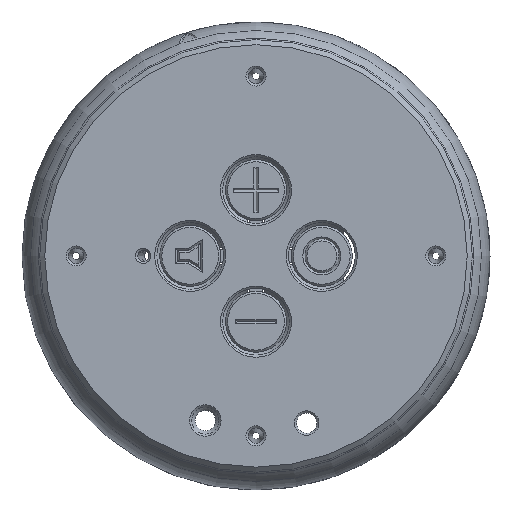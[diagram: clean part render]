
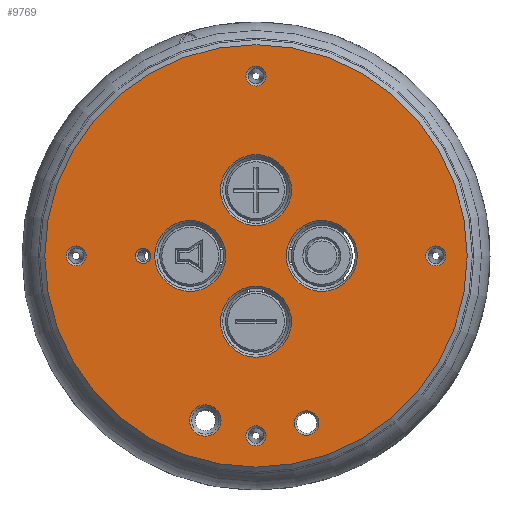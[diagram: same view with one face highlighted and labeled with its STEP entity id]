
A CAD part, top view. The second image highlights one B-rep face of the part: STEP entity #9769.
In plain terms, the highlighted planar face has unit normal (0, 0, 1).
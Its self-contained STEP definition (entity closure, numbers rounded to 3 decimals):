
#2024=FACE_BOUND('',#3510,.T.);
#2025=FACE_BOUND('',#3511,.T.);
#2026=FACE_BOUND('',#3512,.T.);
#2027=FACE_BOUND('',#3513,.T.);
#2028=FACE_BOUND('',#3514,.T.);
#2029=FACE_BOUND('',#3515,.T.);
#2030=FACE_BOUND('',#3516,.T.);
#2031=FACE_BOUND('',#3517,.T.);
#2032=FACE_BOUND('',#3518,.T.);
#2033=FACE_BOUND('',#3519,.T.);
#2034=FACE_BOUND('',#3520,.T.);
#2235=CIRCLE('',#10450,41.7);
#2236=CIRCLE('',#10451,1.977);
#2237=CIRCLE('',#10452,1.977);
#2238=CIRCLE('',#10453,2.4);
#2239=CIRCLE('',#10454,7.);
#2240=CIRCLE('',#10455,7.);
#2241=CIRCLE('',#10456,7.);
#2242=CIRCLE('',#10457,7.);
#2243=CIRCLE('',#10458,3.1);
#2244=CIRCLE('',#10459,1.977);
#2245=CIRCLE('',#10460,1.977);
#2589=PLANE('',#10449);
#2949=FACE_OUTER_BOUND('',#3509,.T.);
#3509=EDGE_LOOP('',(#7146));
#3510=EDGE_LOOP('',(#7147));
#3511=EDGE_LOOP('',(#7148));
#3512=EDGE_LOOP('',(#7149));
#3513=EDGE_LOOP('',(#7150));
#3514=EDGE_LOOP('',(#7151));
#3515=EDGE_LOOP('',(#7152));
#3516=EDGE_LOOP('',(#7153));
#3517=EDGE_LOOP('',(#7154));
#3518=EDGE_LOOP('',(#7155));
#3519=EDGE_LOOP('',(#7156));
#3520=EDGE_LOOP('',(#7157));
#4090=B_SPLINE_CURVE_WITH_KNOTS('',3,(#15989,#15990,#15991,#15992,#15993,
#15994,#15995,#15996,#15997,#15998),.UNSPECIFIED.,.T.,.F.,(4,1,1,1,1,1,
1,4),(-4.712,-3.815,-2.917,-2.02,
-1.122,-0.224,0.673,1.571),
 .UNSPECIFIED.);
#4384=VERTEX_POINT('',#15971);
#4388=VERTEX_POINT('',#16022);
#4389=VERTEX_POINT('',#16024);
#4390=VERTEX_POINT('',#16026);
#4391=VERTEX_POINT('',#16028);
#4392=VERTEX_POINT('',#16030);
#4393=VERTEX_POINT('',#16032);
#4394=VERTEX_POINT('',#16034);
#4395=VERTEX_POINT('',#16036);
#4396=VERTEX_POINT('',#16038);
#4397=VERTEX_POINT('',#16040);
#4398=VERTEX_POINT('',#16042);
#5446=EDGE_CURVE('',#4384,#4384,#4090,.T.);
#5449=EDGE_CURVE('',#4388,#4388,#2235,.T.);
#5450=EDGE_CURVE('',#4389,#4389,#2236,.T.);
#5451=EDGE_CURVE('',#4390,#4390,#2237,.T.);
#5452=EDGE_CURVE('',#4391,#4391,#2238,.T.);
#5453=EDGE_CURVE('',#4392,#4392,#2239,.T.);
#5454=EDGE_CURVE('',#4393,#4393,#2240,.T.);
#5455=EDGE_CURVE('',#4394,#4394,#2241,.T.);
#5456=EDGE_CURVE('',#4395,#4395,#2242,.T.);
#5457=EDGE_CURVE('',#4396,#4396,#2243,.T.);
#5458=EDGE_CURVE('',#4397,#4397,#2244,.T.);
#5459=EDGE_CURVE('',#4398,#4398,#2245,.T.);
#7146=ORIENTED_EDGE('',*,*,#5449,.F.);
#7147=ORIENTED_EDGE('',*,*,#5450,.F.);
#7148=ORIENTED_EDGE('',*,*,#5451,.F.);
#7149=ORIENTED_EDGE('',*,*,#5452,.F.);
#7150=ORIENTED_EDGE('',*,*,#5453,.F.);
#7151=ORIENTED_EDGE('',*,*,#5454,.F.);
#7152=ORIENTED_EDGE('',*,*,#5455,.F.);
#7153=ORIENTED_EDGE('',*,*,#5456,.F.);
#7154=ORIENTED_EDGE('',*,*,#5457,.F.);
#7155=ORIENTED_EDGE('',*,*,#5458,.F.);
#7156=ORIENTED_EDGE('',*,*,#5459,.F.);
#7157=ORIENTED_EDGE('',*,*,#5446,.F.);
#9769=ADVANCED_FACE('',(#2949,#2024,#2025,#2026,#2027,#2028,#2029,#2030,
#2031,#2032,#2033,#2034),#2589,.T.);
#10449=AXIS2_PLACEMENT_3D('',#16021,#11843,#11844);
#10450=AXIS2_PLACEMENT_3D('',#16023,#11845,#11846);
#10451=AXIS2_PLACEMENT_3D('',#16025,#11847,#11848);
#10452=AXIS2_PLACEMENT_3D('',#16027,#11849,#11850);
#10453=AXIS2_PLACEMENT_3D('',#16029,#11851,#11852);
#10454=AXIS2_PLACEMENT_3D('',#16031,#11853,#11854);
#10455=AXIS2_PLACEMENT_3D('',#16033,#11855,#11856);
#10456=AXIS2_PLACEMENT_3D('',#16035,#11857,#11858);
#10457=AXIS2_PLACEMENT_3D('',#16037,#11859,#11860);
#10458=AXIS2_PLACEMENT_3D('',#16039,#11861,#11862);
#10459=AXIS2_PLACEMENT_3D('',#16041,#11863,#11864);
#10460=AXIS2_PLACEMENT_3D('',#16043,#11865,#11866);
#11843=DIRECTION('center_axis',(0.,0.,1.));
#11844=DIRECTION('ref_axis',(1.,0.,0.));
#11845=DIRECTION('center_axis',(0.,0.,-1.));
#11846=DIRECTION('ref_axis',(1.,0.,0.));
#11847=DIRECTION('center_axis',(0.,0.,1.));
#11848=DIRECTION('ref_axis',(1.,0.,0.));
#11849=DIRECTION('center_axis',(0.,0.,1.));
#11850=DIRECTION('ref_axis',(1.,0.,0.));
#11851=DIRECTION('center_axis',(0.,0.,1.));
#11852=DIRECTION('ref_axis',(1.,0.,0.));
#11853=DIRECTION('center_axis',(0.,0.,1.));
#11854=DIRECTION('ref_axis',(1.,0.,0.));
#11855=DIRECTION('center_axis',(0.,0.,1.));
#11856=DIRECTION('ref_axis',(-1.,0.,0.));
#11857=DIRECTION('center_axis',(0.,0.,1.));
#11858=DIRECTION('ref_axis',(1.,0.,0.));
#11859=DIRECTION('center_axis',(0.,0.,1.));
#11860=DIRECTION('ref_axis',(1.,0.,0.));
#11861=DIRECTION('center_axis',(0.,0.,1.));
#11862=DIRECTION('ref_axis',(1.,0.,0.));
#11863=DIRECTION('center_axis',(0.,0.,1.));
#11864=DIRECTION('ref_axis',(1.,0.,0.));
#11865=DIRECTION('center_axis',(0.,0.,1.));
#11866=DIRECTION('ref_axis',(1.,0.,0.));
#15971=CARTESIAN_POINT('',(-20.813,0.999,11.2));
#15989=CARTESIAN_POINT('Ctrl Pts',(-20.813,0.999,11.2));
#15990=CARTESIAN_POINT('Ctrl Pts',(-20.813,1.448,11.2));
#15991=CARTESIAN_POINT('Ctrl Pts',(-21.242,2.34,11.2));
#15992=CARTESIAN_POINT('Ctrl Pts',(-22.694,2.674,11.2));
#15993=CARTESIAN_POINT('Ctrl Pts',(-23.861,1.744,11.2));
#15994=CARTESIAN_POINT('Ctrl Pts',(-23.858,0.255,11.2));
#15995=CARTESIAN_POINT('Ctrl Pts',(-22.695,-0.677,
11.2));
#15996=CARTESIAN_POINT('Ctrl Pts',(-21.242,-0.341,
11.2));
#15997=CARTESIAN_POINT('Ctrl Pts',(-20.813,0.55,11.2));
#15998=CARTESIAN_POINT('Ctrl Pts',(-20.813,0.999,11.2));
#16021=CARTESIAN_POINT('Origin',(0.,1.,11.2));
#16022=CARTESIAN_POINT('',(-41.7,1.,11.2));
#16023=CARTESIAN_POINT('Origin',(0.,1.,11.2));
#16024=CARTESIAN_POINT('',(33.523,1.,11.2));
#16025=CARTESIAN_POINT('Origin',(35.5,1.,11.2));
#16026=CARTESIAN_POINT('',(-37.477,1.,11.2));
#16027=CARTESIAN_POINT('Origin',(-35.5,1.,11.2));
#16028=CARTESIAN_POINT('',(7.6,-32.,11.2));
#16029=CARTESIAN_POINT('Origin',(10.,-32.,11.2));
#16030=CARTESIAN_POINT('',(-7.,-12.,11.2));
#16031=CARTESIAN_POINT('Origin',(0.,-12.,11.2));
#16032=CARTESIAN_POINT('',(7.,14.,11.2));
#16033=CARTESIAN_POINT('Origin',(0.,14.,11.2));
#16034=CARTESIAN_POINT('',(6.,1.,11.2));
#16035=CARTESIAN_POINT('Origin',(13.,1.,11.2));
#16036=CARTESIAN_POINT('',(-20.,1.,11.2));
#16037=CARTESIAN_POINT('Origin',(-13.,1.,11.2));
#16038=CARTESIAN_POINT('',(-13.1,-31.5,11.2));
#16039=CARTESIAN_POINT('Origin',(-10.,-31.5,11.2));
#16040=CARTESIAN_POINT('',(-1.977,-34.5,11.2));
#16041=CARTESIAN_POINT('Origin',(0.,-34.5,11.2));
#16042=CARTESIAN_POINT('',(-1.977,36.5,11.2));
#16043=CARTESIAN_POINT('Origin',(0.,36.5,11.2));
